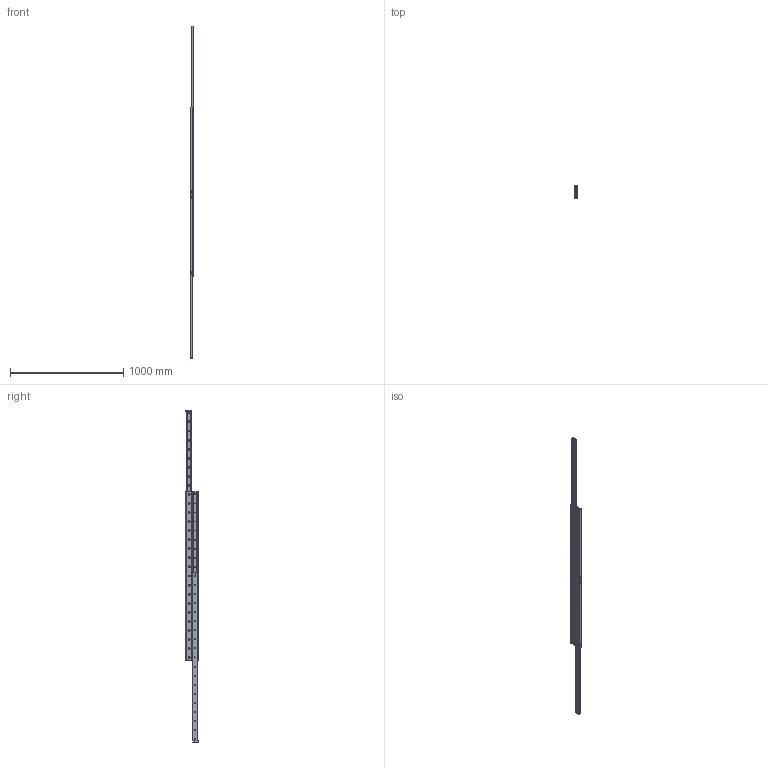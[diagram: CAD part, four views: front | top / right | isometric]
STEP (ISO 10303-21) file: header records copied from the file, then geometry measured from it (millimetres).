
FILE_DESCRIPTION((''),'2;1');
FILE_NAME('LCAS 43.D-1490.stp','2011-05-02T09:42:58',('MKoza'),(''),'Autodesk Inventor 2009','Autodesk Inventor 2009','');
FILE_SCHEMA(('AUTOMOTIVE_DESIGN { 1 0 10303 214 1 1 1 1 }'));
Length unit declared in the file: millimetre
Products named in the file (11): LCAS 43.D; ZP 43.S; LCN 43; LLMG 43; SP.L 43-kurz; + AG.L 43-6; + AP.L 43; DIN 7991 - ersetzt durch DIN EN ISO 10642 M8  x  16; + AS.L 43; KF.LCA 43; + VKB.L 43 6x13,5
Assembly tree (63 placements, depth 2):
  LCAS 43.D
    ZP 43.S
    LCN 43  x2
    LLMG 43  x2
    SP.L 43-kurz  x2
    + AG.L 43-6  x4
    + AP.L 43  x4
    DIN 7991 - ersetzt durch DIN EN ISO 10642 M8  x  16  x38
    + AS.L 43  x4
    KF.LCA 43  x2
    + VKB.L 43 6x13,5  x4
Bounding box: 28 x 117 x 2926 mm (x, y, z)
Volume: 2993873.2 mm3; surface area: 1440299.3 mm2
Topology: 63 solids, 63 shells, 1158 faces, 2934 edges, 1900 vertices
Faces by surface type: plane 582, bspline 288, cylinder 170, cone 118
Full cylindrical faces by diameter (mm): 6 x8, 7 x4, 8 x38, 15.24 x38
Entity records: 14230 total; most frequent: CARTESIAN_POINT 5395, DIRECTION 1632, ORIENTED_EDGE 1506, EDGE_LOOP 782, EDGE_CURVE 753, AXIS2_PLACEMENT_3D 650, VERTEX_POINT 603, FACE_BOUND 418
